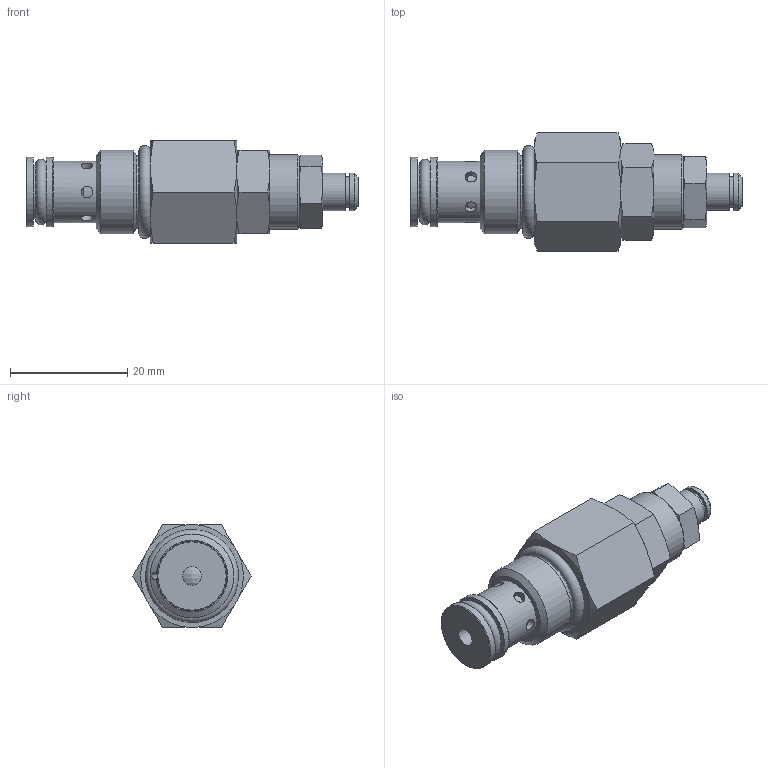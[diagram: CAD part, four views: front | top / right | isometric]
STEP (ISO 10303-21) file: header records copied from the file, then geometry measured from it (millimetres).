
FILE_DESCRIPTION(/* description */ (''),/* implementation_level */ '2;1');
FILE_NAME(/* name */ '4606.stp',/* time_stamp */ '2016-08-25T14:29:39-05:00',/* author */ ('jmc'),/* organization */ (''),/* preprocessor_version */ 'ST-DEVELOPER v16.1',/* originating_system */ 'Autodesk Inventor 2016',/* authorisation */ '');
FILE_SCHEMA (('AUTOMOTIVE_DESIGN { 1 0 10303 214 3 1 1 }'));
Length unit declared in the file: inch
Products named in the file (12): RV_06 CARTRIDGE; RV_06 POPPET; 221459; 221610; 990334; 904 O-RING; 005 O-RING; 906 O-RING; 011 O-RING; 990000_.25BALL; 221609; 4606
Assembly tree (11 placements, depth 2):
  4606
    RV_06 CARTRIDGE
    RV_06 POPPET
    221459
    221610
    990334
    904 O-RING
    005 O-RING
    906 O-RING
    011 O-RING
    990000_.25BALL
    221609
Bounding box: 56.6 x 20.18 x 17.48 mm (x, y, z)
Volume: 7719.9 mm3; surface area: 7419.2 mm2
Topology: 11 solids, 11 shells, 168 faces, 435 edges, 333 vertices
Faces by surface type: plane 62, cone 59, cylinder 40, torus 6, sphere 1
Full cylindrical faces by diameter (mm): 1.194 x1, 1.6 x1, 1.981 x6, 3.175 x3, 4.369 x1, 4.572 x1, 5.207 x2, 5.954 x1, 5.994 x1, 6.325 x1, 6.35 x3, 6.68 x2, 6.756 x1, 7.823 x1, 7.849 x2, 7.976 x1, 8.128 x1, 8.331 x1, 9.144 x1, 9.296 x1, 9.728 x1, 10.414 x1, 11.1 x1, 11.887 x2, 12.294 x1, 12.7 x1, 14.275 x1
Entity records: 5379 total; most frequent: CARTESIAN_POINT 1512, DIRECTION 774, ORIENTED_EDGE 620, AXIS2_PLACEMENT_3D 332, EDGE_CURVE 310, EDGE_LOOP 274, VERTEX_POINT 238, FACE_OUTER_BOUND 168
